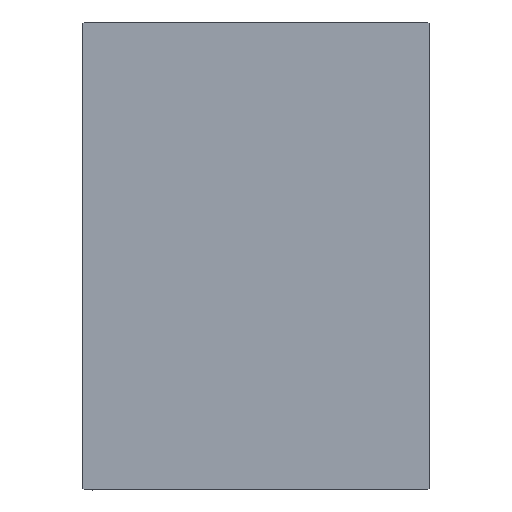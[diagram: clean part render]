
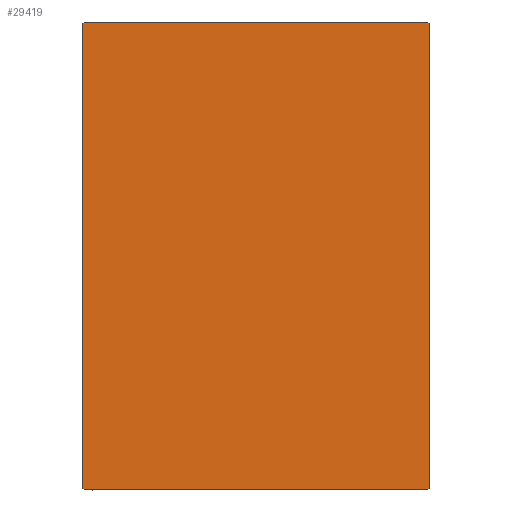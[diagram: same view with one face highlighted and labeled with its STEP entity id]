
A CAD part, left-side view. The second image highlights one B-rep face of the part: STEP entity #29419.
In plain terms, the highlighted face is planar.
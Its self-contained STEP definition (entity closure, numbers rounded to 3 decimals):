
#576 = CARTESIAN_POINT ( 'NONE',  ( 263., 31.2, -42.5 ) ) ;
#895 = VERTEX_POINT ( 'NONE', #25300 ) ;
#5646 = ORIENTED_EDGE ( 'NONE', *, *, #23517, .T. ) ;
#5921 = LINE ( 'NONE', #27450, #8020 ) ;
#6254 = EDGE_CURVE ( 'NONE', #37224, #24091, #20890, .T. ) ;
#7403 = CARTESIAN_POINT ( 'NONE',  ( 263., -36.85, 36.85 ) ) ;
#7475 = CARTESIAN_POINT ( 'NONE',  ( 263., -31.2, -42.5 ) ) ;
#7856 = DIRECTION ( 'NONE',  ( 0., -0.707, -0.707 ) ) ;
#8020 = VECTOR ( 'NONE', #41061, 1000. ) ;
#8141 = VECTOR ( 'NONE', #7856, 1000. ) ;
#8995 = CARTESIAN_POINT ( 'NONE',  ( 263., -31.5, 42.5 ) ) ;
#9299 = ORIENTED_EDGE ( 'NONE', *, *, #21470, .T. ) ;
#9525 = DIRECTION ( 'NONE',  ( 0., -1., 0. ) ) ;
#9862 = CARTESIAN_POINT ( 'NONE',  ( 263., 31.5, -42.5 ) ) ;
#10657 = AXIS2_PLACEMENT_3D ( 'NONE', #28007, #31408, #41609 ) ;
#10905 = ORIENTED_EDGE ( 'NONE', *, *, #6254, .T. ) ;
#11989 = VECTOR ( 'NONE', #23677, 1000. ) ;
#13307 = ORIENTED_EDGE ( 'NONE', *, *, #20531, .T. ) ;
#15334 = DIRECTION ( 'NONE',  ( 0., 0., -1. ) ) ;
#16990 = ORIENTED_EDGE ( 'NONE', *, *, #29153, .T. ) ;
#17187 = DIRECTION ( 'NONE',  ( 0., 1., 0. ) ) ;
#17361 = FACE_OUTER_BOUND ( 'NONE', #44808, .T. ) ;
#18255 = VERTEX_POINT ( 'NONE', #7475 ) ;
#19179 = LINE ( 'NONE', #8995, #38149 ) ;
#19367 = VERTEX_POINT ( 'NONE', #25977 ) ;
#19894 = EDGE_CURVE ( 'NONE', #19367, #37224, #27078, .T. ) ;
#20059 = VECTOR ( 'NONE', #17187, 1000. ) ;
#20531 = EDGE_CURVE ( 'NONE', #20623, #19367, #30753, .T. ) ;
#20623 = VERTEX_POINT ( 'NONE', #576 ) ;
#20890 = LINE ( 'NONE', #34703, #21863 ) ;
#21470 = EDGE_CURVE ( 'NONE', #24091, #27142, #26967, .T. ) ;
#21863 = VECTOR ( 'NONE', #24079, 1000. ) ;
#22003 = ORIENTED_EDGE ( 'NONE', *, *, #36892, .T. ) ;
#22172 = VECTOR ( 'NONE', #40960, 1000. ) ;
#23291 = VERTEX_POINT ( 'NONE', #26482 ) ;
#23517 = EDGE_CURVE ( 'NONE', #895, #23291, #19179, .T. ) ;
#23562 = CARTESIAN_POINT ( 'NONE',  ( 263., 31.5, 42.2 ) ) ;
#23677 = DIRECTION ( 'NONE',  ( 0., 0., 1. ) ) ;
#23727 = PLANE ( 'NONE',  #10657 ) ;
#23991 = LINE ( 'NONE', #38253, #20059 ) ;
#24079 = DIRECTION ( 'NONE',  ( 0., -0.707, 0.707 ) ) ;
#24091 = VERTEX_POINT ( 'NONE', #28607 ) ;
#25300 = CARTESIAN_POINT ( 'NONE',  ( 263., -31.5, 42.2 ) ) ;
#25977 = CARTESIAN_POINT ( 'NONE',  ( 263., 31.5, -42.2 ) ) ;
#26482 = CARTESIAN_POINT ( 'NONE',  ( 263., -31.5, -42.2 ) ) ;
#26967 = LINE ( 'NONE', #36490, #29385 ) ;
#27078 = LINE ( 'NONE', #9862, #11989 ) ;
#27136 = CARTESIAN_POINT ( 'NONE',  ( 263., 36.85, -36.85 ) ) ;
#27142 = VERTEX_POINT ( 'NONE', #30692 ) ;
#27450 = CARTESIAN_POINT ( 'NONE',  ( 263., -36.85, -36.85 ) ) ;
#28007 = CARTESIAN_POINT ( 'NONE',  ( 263., 0., 0. ) ) ;
#28607 = CARTESIAN_POINT ( 'NONE',  ( 263., 31.2, 42.5 ) ) ;
#29153 = EDGE_CURVE ( 'NONE', #18255, #20623, #23991, .T. ) ;
#29385 = VECTOR ( 'NONE', #9525, 1000. ) ;
#29419 = ADVANCED_FACE ( 'NONE', ( #17361 ), #23727, .T. ) ;
#30692 = CARTESIAN_POINT ( 'NONE',  ( 263., -31.2, 42.5 ) ) ;
#30753 = LINE ( 'NONE', #27136, #22172 ) ;
#31408 = DIRECTION ( 'NONE',  ( 1., 0., 0. ) ) ;
#34703 = CARTESIAN_POINT ( 'NONE',  ( 263., 36.85, 36.85 ) ) ;
#35591 = ORIENTED_EDGE ( 'NONE', *, *, #19894, .T. ) ;
#35887 = ORIENTED_EDGE ( 'NONE', *, *, #44526, .T. ) ;
#36490 = CARTESIAN_POINT ( 'NONE',  ( 263., 31.5, 42.5 ) ) ;
#36892 = EDGE_CURVE ( 'NONE', #23291, #18255, #5921, .T. ) ;
#37224 = VERTEX_POINT ( 'NONE', #23562 ) ;
#38149 = VECTOR ( 'NONE', #15334, 1000. ) ;
#38253 = CARTESIAN_POINT ( 'NONE',  ( 263., -31.5, -42.5 ) ) ;
#40960 = DIRECTION ( 'NONE',  ( 0., 0.707, 0.707 ) ) ;
#41061 = DIRECTION ( 'NONE',  ( 0., 0.707, -0.707 ) ) ;
#41609 = DIRECTION ( 'NONE',  ( 0., 0., -1. ) ) ;
#44428 = LINE ( 'NONE', #7403, #8141 ) ;
#44526 = EDGE_CURVE ( 'NONE', #27142, #895, #44428, .T. ) ;
#44808 = EDGE_LOOP ( 'NONE', ( #16990, #13307, #35591, #10905, #9299, #35887, #5646, #22003 ) ) ;
